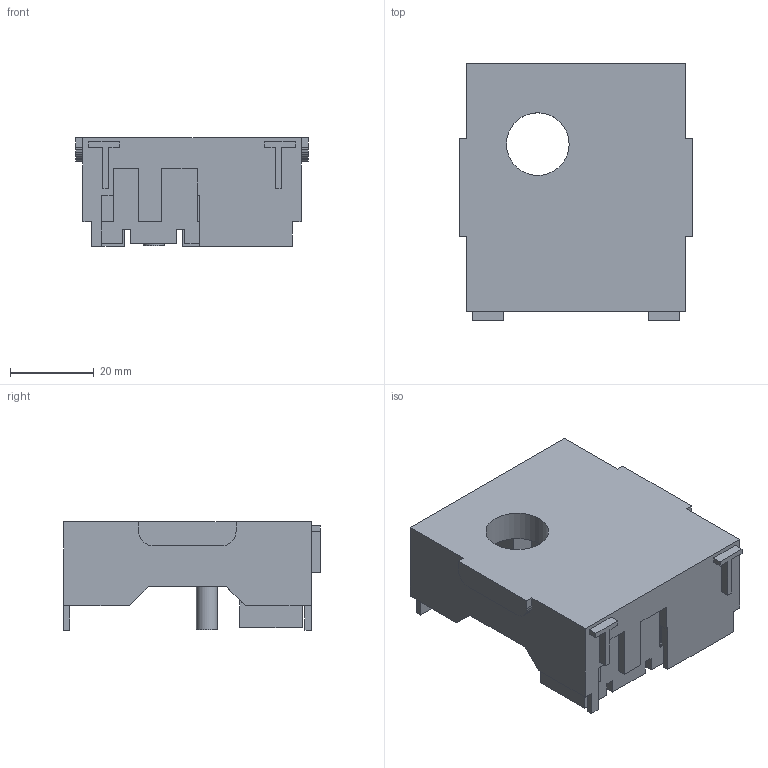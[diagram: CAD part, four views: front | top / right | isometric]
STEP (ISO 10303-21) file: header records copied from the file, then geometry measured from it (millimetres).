
FILE_DESCRIPTION(('FreeCAD Model'),'2;1');
FILE_NAME('Open CASCADE Shape Model','2025-07-05T18:10:54',('Author'),( ''),'Open CASCADE STEP processor 7.8','FreeCAD','Unknown');
FILE_SCHEMA(('AUTOMOTIVE_DESIGN { 1 0 10303 214 1 1 1 1 }'));
Length unit declared in the file: millimetre
Products named in the file (1): Body
Bounding box: 55.7 x 61.5 x 26 mm (x, y, z)
Volume: 39312.6 mm3; surface area: 15429.4 mm2
Topology: 1 solids, 2 shells, 153 faces, 436 edges, 290 vertices
Faces by surface type: plane 151, cylinder 2
Full cylindrical faces by diameter (mm): 5 x1, 15 x1
Entity records: 4902 total; most frequent: CARTESIAN_POINT 880, ORIENTED_EDGE 872, DIRECTION 748, EDGE_CURVE 436, LINE 432, VECTOR 432, VERTEX_POINT 290, AXIS2_PLACEMENT_3D 158
